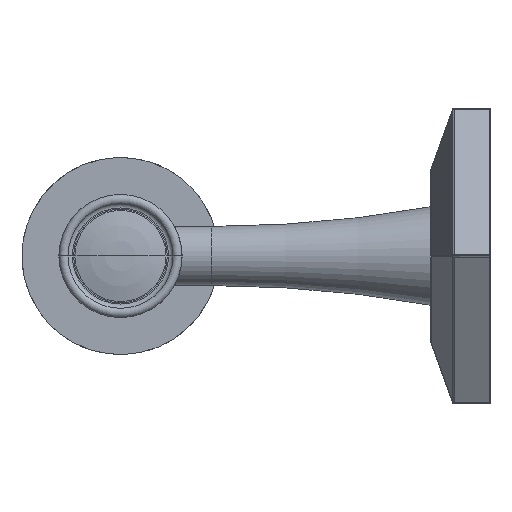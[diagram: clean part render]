
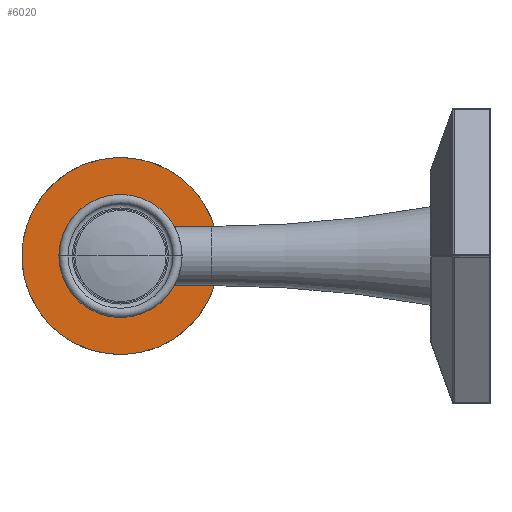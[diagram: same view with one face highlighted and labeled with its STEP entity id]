
A CAD part, left-side view. The second image highlights one B-rep face of the part: STEP entity #6020.
In plain terms, the highlighted planar face has unit normal (-1, 0, 0).
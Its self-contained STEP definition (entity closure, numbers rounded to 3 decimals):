
#179 = CARTESIAN_POINT ( 'NONE',  ( -143., 61.463, 19.067 ) ) ;
#183 = CARTESIAN_POINT ( 'NONE',  ( -143., 73.537, -19.067 ) ) ;
#1278 = CIRCLE ( 'NONE', #1301, 5.1 ) ;
#1284 = AXIS2_PLACEMENT_3D ( 'NONE', #2641, #2642, #2643 ) ;
#1288 = CIRCLE ( 'NONE', #1284, 5.1 ) ;
#1301 = AXIS2_PLACEMENT_3D ( 'NONE', #2670, #2665, #2671 ) ;
#1310 = CIRCLE ( 'NONE', #1316, 20. ) ;
#1312 = CIRCLE ( 'NONE', #1322, 20. ) ;
#1316 = AXIS2_PLACEMENT_3D ( 'NONE', #2682, #2694, #2703 ) ;
#1322 = AXIS2_PLACEMENT_3D ( 'NONE', #2727, #2723, #2708 ) ;
#2641 = CARTESIAN_POINT ( 'NONE',  ( -143., 67.5, 0. ) ) ;
#2642 = DIRECTION ( 'NONE',  ( 1., 0., 0. ) ) ;
#2643 = DIRECTION ( 'NONE',  ( 0., 0.302, -0.953 ) ) ;
#2665 = DIRECTION ( 'NONE',  ( 1., 0., 0. ) ) ;
#2670 = CARTESIAN_POINT ( 'NONE',  ( -143., 67.5, 0. ) ) ;
#2671 = DIRECTION ( 'NONE',  ( 0., 0.302, -0.953 ) ) ;
#2682 = CARTESIAN_POINT ( 'NONE',  ( -143., 67.5, 0. ) ) ;
#2694 = DIRECTION ( 'NONE',  ( 1., 0., 0. ) ) ;
#2703 = DIRECTION ( 'NONE',  ( 0., 0.302, -0.953 ) ) ;
#2708 = DIRECTION ( 'NONE',  ( 0., 0.302, -0.953 ) ) ;
#2723 = DIRECTION ( 'NONE',  ( 1., 0., 0. ) ) ;
#2727 = CARTESIAN_POINT ( 'NONE',  ( -143., 67.5, 0. ) ) ;
#3135 = FACE_BOUND ( 'NONE', #14295, .T. ) ;
#3144 = FACE_OUTER_BOUND ( 'NONE', #14306, .T. ) ;
#3744 = AXIS2_PLACEMENT_3D ( 'NONE', #9829, #9830, #9832 ) ;
#4108 = VERTEX_POINT ( 'NONE', #183 ) ;
#4109 = VERTEX_POINT ( 'NONE', #179 ) ;
#4396 = ORIENTED_EDGE ( 'NONE', *, *, #5329, .T. ) ;
#4400 = ORIENTED_EDGE ( 'NONE', *, *, #5321, .T. ) ;
#4416 = ORIENTED_EDGE ( 'NONE', *, *, #5332, .F. ) ;
#4420 = ORIENTED_EDGE ( 'NONE', *, *, #5342, .F. ) ;
#5321 = EDGE_CURVE ( 'NONE', #13585, #13595, #1288, .T. ) ;
#5329 = EDGE_CURVE ( 'NONE', #13595, #13585, #1278, .T. ) ;
#5332 = EDGE_CURVE ( 'NONE', #4109, #4108, #1310, .T. ) ;
#5342 = EDGE_CURVE ( 'NONE', #4108, #4109, #1312, .T. ) ;
#6020 = ADVANCED_FACE ( 'NONE', ( #3144, #3135 ), #9837, .F. ) ;
#9829 = CARTESIAN_POINT ( 'NONE',  ( -143., 67.5, 0. ) ) ;
#9830 = DIRECTION ( 'NONE',  ( 1., 0., 0. ) ) ;
#9832 = DIRECTION ( 'NONE',  ( 0., 0.302, -0.953 ) ) ;
#9837 = PLANE ( 'NONE',  #3744 ) ;
#11650 = CARTESIAN_POINT ( 'NONE',  ( -143., 65.961, 4.862 ) ) ;
#11705 = CARTESIAN_POINT ( 'NONE',  ( -143., 69.039, -4.862 ) ) ;
#13585 = VERTEX_POINT ( 'NONE', #11650 ) ;
#13595 = VERTEX_POINT ( 'NONE', #11705 ) ;
#14295 = EDGE_LOOP ( 'NONE', ( #4396, #4400 ) ) ;
#14306 = EDGE_LOOP ( 'NONE', ( #4416, #4420 ) ) ;
